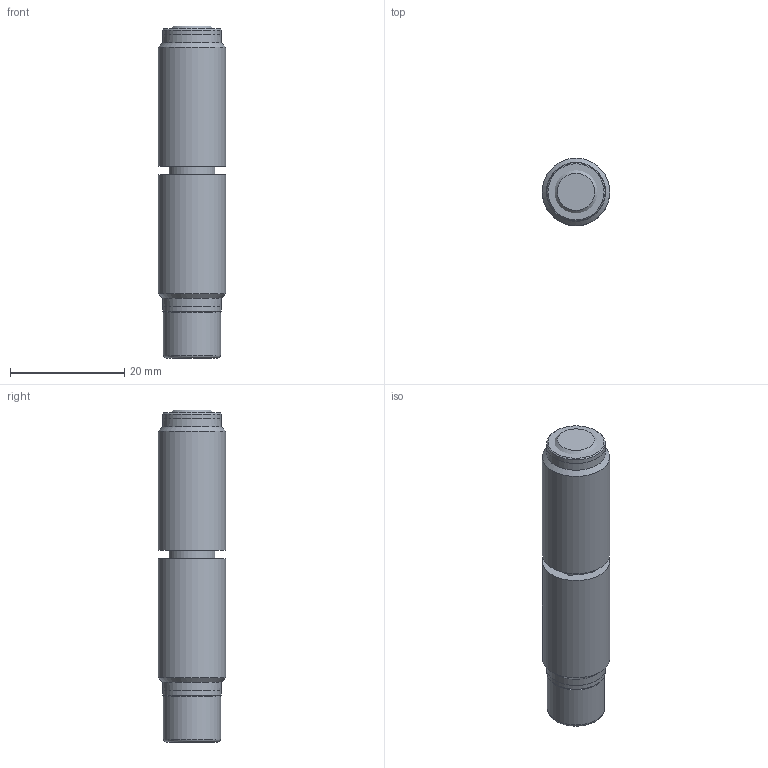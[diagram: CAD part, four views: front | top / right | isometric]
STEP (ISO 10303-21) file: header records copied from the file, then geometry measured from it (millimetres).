
FILE_DESCRIPTION(/* description */ ('KriTec System-Stoßverbindungssatz Nut 8 Raster 40 VA/rostfrei'),/* implementation_level */ '2;1');
FILE_NAME(/* name */ '13046_KriTec_System-Stossverbinderungssatz_Nut_8_Raster_40_VA_rostfrei.stp',/* time_stamp */ '2020-03-25T11:26:29+01:00',/* author */ ('jendrek'),/* organization */ (''),/* preprocessor_version */ 'ST-DEVELOPER v17',/* originating_system */ 'Autodesk Inventor 2018',/* authorisation */ '');
FILE_SCHEMA (('AUTOMOTIVE_DESIGN { 1 0 10303 214 3 1 1 }'));
Length unit declared in the file: millimetre
Products named in the file (4): 13046; 13046_2; 13046_1; 13046_0
Assembly tree (3 placements, depth 2):
  13046
    13046_2
    13046_1
    13046_0
Bounding box: 11.8 x 11.8 x 58 mm (x, y, z)
Volume: 5878.1 mm3; surface area: 4902.5 mm2
Topology: 3 solids, 3 shells, 63 faces, 147 edges, 94 vertices
Faces by surface type: plane 28, cylinder 27, cone 7, torus 1
Full cylindrical faces by diameter (mm): 6.647 x1, 6.8 x1, 8 x1, 8.3 x1, 10 x1, 10.2 x2, 11.75 x1, 11.8 x1
Entity records: 1985 total; most frequent: DIRECTION 364, CARTESIAN_POINT 311, ORIENTED_EDGE 294, EDGE_CURVE 147, AXIS2_PLACEMENT_3D 147, VERTEX_POINT 94, CIRCLE 77, EDGE_LOOP 71
